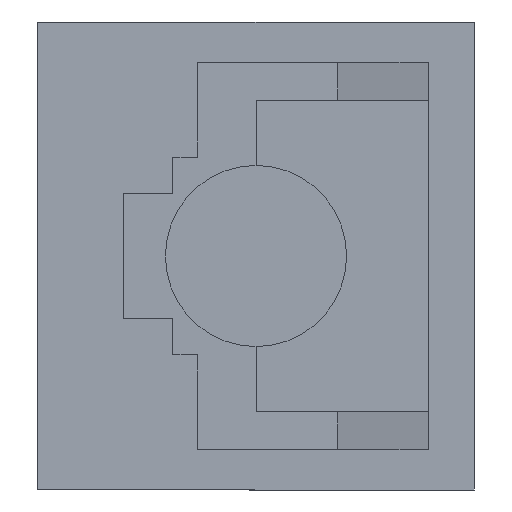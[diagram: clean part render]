
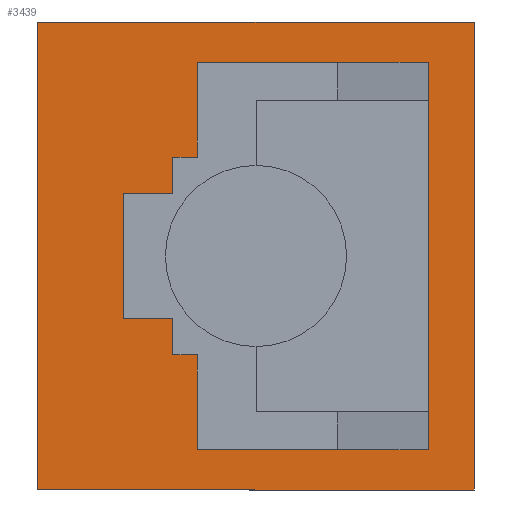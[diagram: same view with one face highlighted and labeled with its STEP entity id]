
A CAD part, left-side view. The second image highlights one B-rep face of the part: STEP entity #3439.
In plain terms, the highlighted planar face has unit normal (-1, 0, 0).
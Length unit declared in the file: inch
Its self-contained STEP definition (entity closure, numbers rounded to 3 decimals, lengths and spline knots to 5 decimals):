
#1191 = CARTESIAN_POINT ( 'NONE',  ( 0., 0.101, 0.076 ) ) ;
#3024 = ORIENTED_EDGE ( 'NONE', *, *, #3026, .F. ) ;
#3025 = VERTEX_POINT ( 'NONE', #7483 ) ;
#3026 = EDGE_CURVE ( 'NONE', #3025, #3441, #7473, .T. ) ;
#3426 = EDGE_LOOP ( 'NONE', ( #3427, #3024, #3460, #3480 ) ) ;
#3427 = ORIENTED_EDGE ( 'NONE', *, *, #3428, .F. ) ;
#3428 = EDGE_CURVE ( 'NONE', #3441, #3442, #7070, .T. ) ;
#3439 = ADVANCED_FACE ( 'NONE', ( #7093, #7092 ), #7089, .F. ) ;
#3441 = VERTEX_POINT ( 'NONE', #7136 ) ;
#3442 = VERTEX_POINT ( 'NONE', #7135 ) ;
#3447 = VERTEX_POINT ( 'NONE', #7129 ) ;
#3448 = ORIENTED_EDGE ( 'NONE', *, *, #3457, .F. ) ;
#3449 = VERTEX_POINT ( 'NONE', #7128 ) ;
#3450 = EDGE_CURVE ( 'NONE', #3442, #3459, #7127, .T. ) ;
#3451 = EDGE_CURVE ( 'NONE', #3466, #3481, #7123, .T. ) ;
#3452 = EDGE_CURVE ( 'NONE', #3447, #3453, #7119, .T. ) ;
#3453 = VERTEX_POINT ( 'NONE', #7115 ) ;
#3454 = EDGE_CURVE ( 'NONE', #3455, #3478, #7114, .T. ) ;
#3455 = VERTEX_POINT ( 'NONE', #7110 ) ;
#3456 = ORIENTED_EDGE ( 'NONE', *, *, #3464, .F. ) ;
#3457 = EDGE_CURVE ( 'NONE', #3449, #3447, #7172, .T. ) ;
#3458 = EDGE_CURVE ( 'NONE', #3459, #3025, #7168, .T. ) ;
#3459 = VERTEX_POINT ( 'NONE', #7164 ) ;
#3460 = ORIENTED_EDGE ( 'NONE', *, *, #3458, .F. ) ;
#3464 = EDGE_CURVE ( 'NONE', #3453, #3455, #7163, .T. ) ;
#3465 = ORIENTED_EDGE ( 'NONE', *, *, #3451, .F. ) ;
#3466 = VERTEX_POINT ( 'NONE', #7159 ) ;
#3467 = ORIENTED_EDGE ( 'NONE', *, *, #3452, .F. ) ;
#3473 = ORIENTED_EDGE ( 'NONE', *, *, #3454, .F. ) ;
#3474 = EDGE_CURVE ( 'NONE', #3478, #3466, #7151, .T. ) ;
#3477 = ORIENTED_EDGE ( 'NONE', *, *, #3474, .F. ) ;
#3478 = VERTEX_POINT ( 'NONE', #7143 ) ;
#3479 = EDGE_LOOP ( 'NONE', ( #3465, #3477, #3473, #3456, #3467, #3448, #3499, #3508, #3616, #3482, #3514, #3484 ) ) ;
#3480 = ORIENTED_EDGE ( 'NONE', *, *, #3450, .F. ) ;
#3481 = VERTEX_POINT ( 'NONE', #7142 ) ;
#3482 = ORIENTED_EDGE ( 'NONE', *, *, #3491, .F. ) ;
#3483 = VERTEX_POINT ( 'NONE', #7141 ) ;
#3484 = ORIENTED_EDGE ( 'NONE', *, *, #3509, .F. ) ;
#3487 = EDGE_CURVE ( 'NONE', #3513, #3500, #7196, .T. ) ;
#3490 = EDGE_CURVE ( 'NONE', #3483, #3492, #7188, .T. ) ;
#3491 = EDGE_CURVE ( 'NONE', #3492, #3617, #7184, .T. ) ;
#3492 = VERTEX_POINT ( 'NONE', #7180 ) ;
#3495 = EDGE_CURVE ( 'NONE', #3500, #3449, #8702, .T. ) ;
#3499 = ORIENTED_EDGE ( 'NONE', *, *, #3495, .F. ) ;
#3500 = VERTEX_POINT ( 'NONE', #8680 ) ;
#3508 = ORIENTED_EDGE ( 'NONE', *, *, #3487, .F. ) ;
#3509 = EDGE_CURVE ( 'NONE', #3481, #3483, #8676, .T. ) ;
#3512 = EDGE_CURVE ( 'NONE', #3617, #3513, #8688, .T. ) ;
#3513 = VERTEX_POINT ( 'NONE', #8695 ) ;
#3514 = ORIENTED_EDGE ( 'NONE', *, *, #3490, .F. ) ;
#3616 = ORIENTED_EDGE ( 'NONE', *, *, #3512, .F. ) ;
#3617 = VERTEX_POINT ( 'NONE', #1191 ) ;
#7067 = DIRECTION ( 'NONE',  ( 0., -1., 0. ) ) ;
#7068 = VECTOR ( 'NONE', #7067, 39.37008 ) ;
#7069 = CARTESIAN_POINT ( 'NONE',  ( 0., 0.265, 0.284 ) ) ;
#7070 = LINE ( 'NONE', #7069, #7068 ) ;
#7085 = DIRECTION ( 'NONE',  ( 0., 0., -1. ) ) ;
#7086 = DIRECTION ( 'NONE',  ( 1., 0., 0. ) ) ;
#7087 = CARTESIAN_POINT ( 'NONE',  ( 0., -0.265, 0.284 ) ) ;
#7088 = AXIS2_PLACEMENT_3D ( 'NONE', #7087, #7086, #7085 ) ;
#7089 = PLANE ( 'NONE',  #7088 ) ;
#7092 = FACE_BOUND ( 'NONE', #3479, .T. ) ;
#7093 = FACE_OUTER_BOUND ( 'NONE', #3426, .T. ) ;
#7110 = CARTESIAN_POINT ( 'NONE',  ( 0., 0.071, -0.235 ) ) ;
#7111 = DIRECTION ( 'NONE',  ( 0., -1., 0. ) ) ;
#7112 = VECTOR ( 'NONE', #7111, 39.37008 ) ;
#7113 = CARTESIAN_POINT ( 'NONE',  ( 0., -0.209, -0.235 ) ) ;
#7114 = LINE ( 'NONE', #7113, #7112 ) ;
#7115 = CARTESIAN_POINT ( 'NONE',  ( 0., 0.071, -0.12 ) ) ;
#7116 = DIRECTION ( 'NONE',  ( 0., -1., 0. ) ) ;
#7117 = VECTOR ( 'NONE', #7116, 39.37008 ) ;
#7118 = CARTESIAN_POINT ( 'NONE',  ( 0., 0.071, -0.12 ) ) ;
#7119 = LINE ( 'NONE', #7118, #7117 ) ;
#7120 = DIRECTION ( 'NONE',  ( 0., 1., 0. ) ) ;
#7121 = VECTOR ( 'NONE', #7120, 39.37008 ) ;
#7122 = CARTESIAN_POINT ( 'NONE',  ( 0., 0.071, 0.235 ) ) ;
#7123 = LINE ( 'NONE', #7122, #7121 ) ;
#7124 = DIRECTION ( 'NONE',  ( 0., 0., -1. ) ) ;
#7125 = VECTOR ( 'NONE', #7124, 39.37008 ) ;
#7126 = CARTESIAN_POINT ( 'NONE',  ( 0., -0.265, 0.284 ) ) ;
#7127 = LINE ( 'NONE', #7126, #7125 ) ;
#7128 = CARTESIAN_POINT ( 'NONE',  ( 0., 0.101, -0.076 ) ) ;
#7129 = CARTESIAN_POINT ( 'NONE',  ( 0., 0.101, -0.12 ) ) ;
#7135 = CARTESIAN_POINT ( 'NONE',  ( 0., -0.265, 0.284 ) ) ;
#7136 = CARTESIAN_POINT ( 'NONE',  ( 0., 0.265, 0.284 ) ) ;
#7141 = CARTESIAN_POINT ( 'NONE',  ( 0., 0.071, 0.12 ) ) ;
#7142 = CARTESIAN_POINT ( 'NONE',  ( 0., 0.071, 0.235 ) ) ;
#7143 = CARTESIAN_POINT ( 'NONE',  ( 0., -0.209, -0.235 ) ) ;
#7148 = DIRECTION ( 'NONE',  ( 0., 0., 1. ) ) ;
#7149 = VECTOR ( 'NONE', #7148, 39.37008 ) ;
#7150 = CARTESIAN_POINT ( 'NONE',  ( 0., -0.209, -0.189 ) ) ;
#7151 = LINE ( 'NONE', #7150, #7149 ) ;
#7159 = CARTESIAN_POINT ( 'NONE',  ( 0., -0.209, 0.235 ) ) ;
#7160 = DIRECTION ( 'NONE',  ( 0., 0., -1. ) ) ;
#7161 = VECTOR ( 'NONE', #7160, 39.37008 ) ;
#7162 = CARTESIAN_POINT ( 'NONE',  ( 0., 0.071, -0.235 ) ) ;
#7163 = LINE ( 'NONE', #7162, #7161 ) ;
#7164 = CARTESIAN_POINT ( 'NONE',  ( 0., -0.265, -0.284 ) ) ;
#7165 = DIRECTION ( 'NONE',  ( 0., 1., 0. ) ) ;
#7166 = VECTOR ( 'NONE', #7165, 39.37008 ) ;
#7167 = CARTESIAN_POINT ( 'NONE',  ( 0., 0.265, -0.284 ) ) ;
#7168 = LINE ( 'NONE', #7167, #7166 ) ;
#7169 = DIRECTION ( 'NONE',  ( 0., 0., -1. ) ) ;
#7170 = VECTOR ( 'NONE', #7169, 39.37008 ) ;
#7171 = CARTESIAN_POINT ( 'NONE',  ( 0., 0.101, -0.12 ) ) ;
#7172 = LINE ( 'NONE', #7171, #7170 ) ;
#7180 = CARTESIAN_POINT ( 'NONE',  ( 0., 0.101, 0.12 ) ) ;
#7181 = DIRECTION ( 'NONE',  ( 0., 0., -1. ) ) ;
#7182 = VECTOR ( 'NONE', #7181, 39.37008 ) ;
#7183 = CARTESIAN_POINT ( 'NONE',  ( 0., 0.101, 0.076 ) ) ;
#7184 = LINE ( 'NONE', #7183, #7182 ) ;
#7185 = DIRECTION ( 'NONE',  ( 0., 1., 0. ) ) ;
#7186 = VECTOR ( 'NONE', #7185, 39.37008 ) ;
#7187 = CARTESIAN_POINT ( 'NONE',  ( 0., 0.101, 0.12 ) ) ;
#7188 = LINE ( 'NONE', #7187, #7186 ) ;
#7193 = DIRECTION ( 'NONE',  ( 0., 0., -1. ) ) ;
#7194 = VECTOR ( 'NONE', #7193, 39.37008 ) ;
#7195 = CARTESIAN_POINT ( 'NONE',  ( 0., 0.161, -0.076 ) ) ;
#7196 = LINE ( 'NONE', #7195, #7194 ) ;
#7473 = LINE ( 'NONE', #7495, #7494 ) ;
#7483 = CARTESIAN_POINT ( 'NONE',  ( 0., 0.265, -0.284 ) ) ;
#7493 = DIRECTION ( 'NONE',  ( 0., 0., 1. ) ) ;
#7494 = VECTOR ( 'NONE', #7493, 39.37008 ) ;
#7495 = CARTESIAN_POINT ( 'NONE',  ( 0., 0.265, 0.284 ) ) ;
#8673 = DIRECTION ( 'NONE',  ( 0., 0., -1. ) ) ;
#8674 = VECTOR ( 'NONE', #8673, 39.37008 ) ;
#8675 = CARTESIAN_POINT ( 'NONE',  ( 0., 0.071, 0.12 ) ) ;
#8676 = LINE ( 'NONE', #8675, #8674 ) ;
#8680 = CARTESIAN_POINT ( 'NONE',  ( 0., 0.161, -0.076 ) ) ;
#8684 = DIRECTION ( 'NONE',  ( 0., -1., 0. ) ) ;
#8685 = VECTOR ( 'NONE', #8684, 39.37008 ) ;
#8687 = CARTESIAN_POINT ( 'NONE',  ( 0., 0.161, 0.076 ) ) ;
#8688 = LINE ( 'NONE', #8687, #8697 ) ;
#8695 = CARTESIAN_POINT ( 'NONE',  ( 0., 0.161, 0.076 ) ) ;
#8696 = DIRECTION ( 'NONE',  ( 0., 1., 0. ) ) ;
#8697 = VECTOR ( 'NONE', #8696, 39.37008 ) ;
#8701 = CARTESIAN_POINT ( 'NONE',  ( 0., 0.101, -0.076 ) ) ;
#8702 = LINE ( 'NONE', #8701, #8685 ) ;
